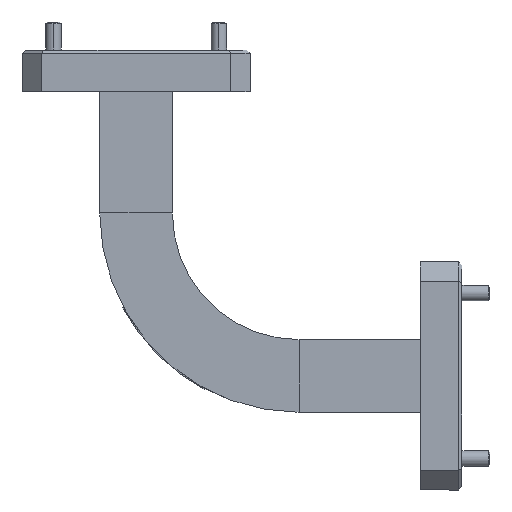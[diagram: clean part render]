
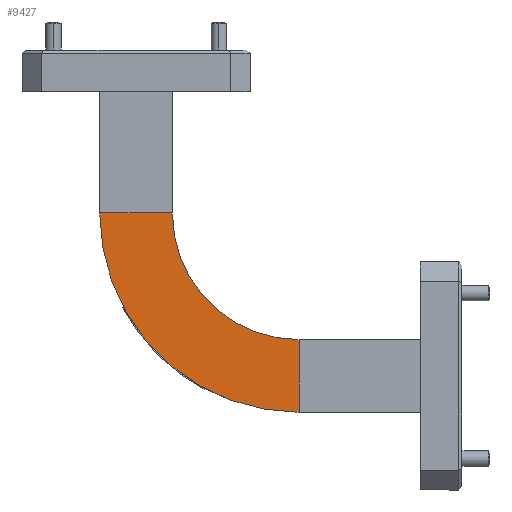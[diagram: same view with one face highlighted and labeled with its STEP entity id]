
A CAD part, left-side view. The second image highlights one B-rep face of the part: STEP entity #9427.
In plain terms, the highlighted planar face has unit normal (-1, 0, 0).
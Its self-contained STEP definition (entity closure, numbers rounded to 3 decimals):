
#1028 = LINE ( 'NONE', #8256, #7754 ) ;
#3070 = CARTESIAN_POINT ( 'NONE',  ( -10.645, -25., -25. ) ) ;
#3251 = CARTESIAN_POINT ( 'NONE',  ( -10.645, 5.575, -25. ) ) ;
#3724 = DIRECTION ( 'NONE',  ( 0., 0., 1. ) ) ;
#3773 = EDGE_CURVE ( 'NONE', #5105, #4899, #9816, .T. ) ;
#3785 = ORIENTED_EDGE ( 'NONE', *, *, #6791, .T. ) ;
#4099 = LINE ( 'NONE', #10559, #6704 ) ;
#4317 = CARTESIAN_POINT ( 'NONE',  ( -10.645, -5.575, -25. ) ) ;
#4518 = DIRECTION ( 'NONE',  ( 0., 1., 0. ) ) ;
#4899 = VERTEX_POINT ( 'NONE', #12507 ) ;
#5105 = VERTEX_POINT ( 'NONE', #14214 ) ;
#5396 = DIRECTION ( 'NONE',  ( 0., -1., 0. ) ) ;
#5554 = ORIENTED_EDGE ( 'NONE', *, *, #3773, .F. ) ;
#5718 = DIRECTION ( 'NONE',  ( 1., 0., 0. ) ) ;
#6426 = CARTESIAN_POINT ( 'NONE',  ( -10.645, -25., -25. ) ) ;
#6704 = VECTOR ( 'NONE', #3724, 1000. ) ;
#6791 = EDGE_CURVE ( 'NONE', #13908, #4899, #4099, .T. ) ;
#7256 = DIRECTION ( 'NONE',  ( -1., 0., 0. ) ) ;
#7754 = VECTOR ( 'NONE', #5396, 1000. ) ;
#7819 = DIRECTION ( 'NONE',  ( 0., 1., 0. ) ) ;
#8256 = CARTESIAN_POINT ( 'NONE',  ( -10.645, -5.575, -25. ) ) ;
#8441 = FACE_OUTER_BOUND ( 'NONE', #17998, .T. ) ;
#8485 = CARTESIAN_POINT ( 'NONE',  ( -10.645, -25., -55.575 ) ) ;
#8562 = CIRCLE ( 'NONE', #10324, 30.575 ) ;
#9427 = ADVANCED_FACE ( 'NONE', ( #8441 ), #12674, .F. ) ;
#9816 = CIRCLE ( 'NONE', #15152, 19.425 ) ;
#10235 = DIRECTION ( 'NONE',  ( 0., 0., -1. ) ) ;
#10324 = AXIS2_PLACEMENT_3D ( 'NONE', #3070, #7256, #4518 ) ;
#10559 = CARTESIAN_POINT ( 'NONE',  ( -10.645, -25., -44.425 ) ) ;
#10774 = VERTEX_POINT ( 'NONE', #3251 ) ;
#10790 = AXIS2_PLACEMENT_3D ( 'NONE', #4317, #5718, #10235 ) ;
#11443 = EDGE_CURVE ( 'NONE', #10774, #5105, #1028, .T. ) ;
#12507 = CARTESIAN_POINT ( 'NONE',  ( -10.645, -25., -44.425 ) ) ;
#12649 = ORIENTED_EDGE ( 'NONE', *, *, #11443, .F. ) ;
#12674 = PLANE ( 'NONE',  #10790 ) ;
#13908 = VERTEX_POINT ( 'NONE', #8485 ) ;
#14214 = CARTESIAN_POINT ( 'NONE',  ( -10.645, -5.575, -25. ) ) ;
#14679 = DIRECTION ( 'NONE',  ( -1., 0., 0. ) ) ;
#15152 = AXIS2_PLACEMENT_3D ( 'NONE', #6426, #14679, #7819 ) ;
#15191 = ORIENTED_EDGE ( 'NONE', *, *, #17847, .T. ) ;
#17847 = EDGE_CURVE ( 'NONE', #10774, #13908, #8562, .T. ) ;
#17998 = EDGE_LOOP ( 'NONE', ( #5554, #12649, #15191, #3785 ) ) ;
